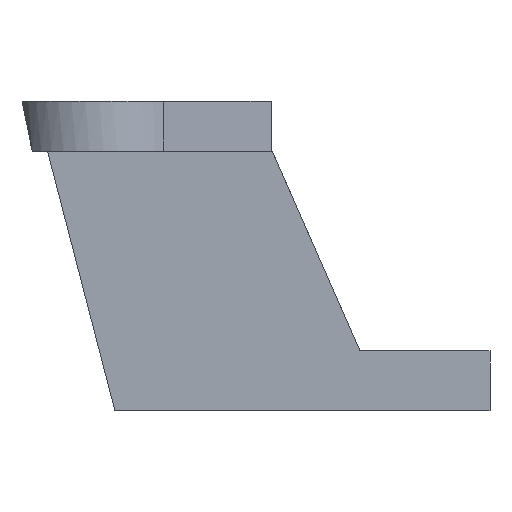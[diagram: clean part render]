
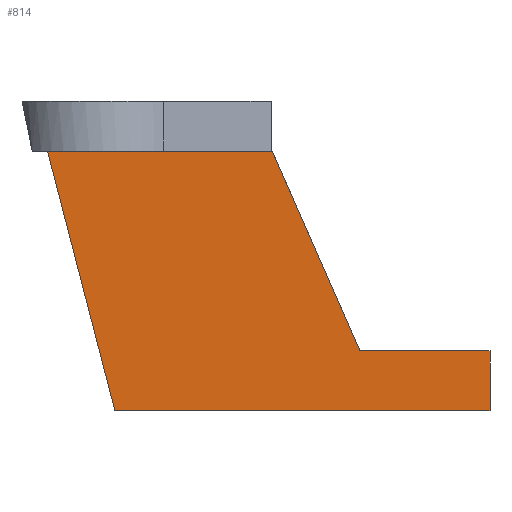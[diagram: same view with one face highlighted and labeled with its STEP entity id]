
A CAD part, left-side view. The second image highlights one B-rep face of the part: STEP entity #814.
In plain terms, the highlighted planar face has unit normal (-1, 0, 0).
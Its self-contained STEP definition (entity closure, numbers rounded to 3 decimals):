
#24 = VERTEX_POINT('',#25);
#25 = CARTESIAN_POINT('',(-40.,-62.807,23.));
#31 = PLANE('',#32);
#32 = AXIS2_PLACEMENT_3D('',#33,#34,#35);
#33 = CARTESIAN_POINT('',(-39.124,-67.534,23.));
#34 = DIRECTION('',(0.,0.,1.));
#35 = DIRECTION('',(0.,1.,0.));
#42 = B_SPLINE_SURFACE_WITH_KNOTS('',1,1,(
    (#43,#44)
    ,(#45,#46
    )),.UNSPECIFIED.,.F.,.F.,.F.,(2,2),(2,2),(0.,15.434),(0.,1.
    ),.PIECEWISE_BEZIER_KNOTS.);
#43 = CARTESIAN_POINT('',(-31.603,-63.21,26.));
#44 = CARTESIAN_POINT('',(-32.851,-67.183,10.));
#45 = CARTESIAN_POINT('',(-46.887,-61.062,26.));
#46 = CARTESIAN_POINT('',(-47.458,-65.13,10.));
#83 = VERTEX_POINT('',#84);
#84 = CARTESIAN_POINT('',(-40.,-74.,23.));
#98 = PLANE('',#99);
#99 = AXIS2_PLACEMENT_3D('',#100,#101,#102);
#100 = CARTESIAN_POINT('',(-40.,-74.,23.));
#101 = DIRECTION('',(-0.675,-0.738,0.));
#102 = DIRECTION('',(-0.738,0.675,0.));
#110 = EDGE_CURVE('',#83,#24,#111,.T.);
#111 = SURFACE_CURVE('',#112,(#116,#122),.PCURVE_S1.);
#112 = LINE('',#113,#114);
#113 = CARTESIAN_POINT('',(-40.,-70.095,23.));
#114 = VECTOR('',#115,1.);
#115 = DIRECTION('',(0.,1.,0.));
#116 = PCURVE('',#31,#117);
#117 = DEFINITIONAL_REPRESENTATION('',(#118),#121);
#118 = B_SPLINE_CURVE_WITH_KNOTS('',1,(#119,#120),.UNSPECIFIED.,.F.,.F.,
  (2,2),(-3.905,8.595),.PIECEWISE_BEZIER_KNOTS.);
#119 = CARTESIAN_POINT('',(-6.466,0.876));
#120 = CARTESIAN_POINT('',(6.034,0.876));
#121 = ( GEOMETRIC_REPRESENTATION_CONTEXT(2) 
PARAMETRIC_REPRESENTATION_CONTEXT() REPRESENTATION_CONTEXT('2D SPACE',''
  ) );
#122 = PCURVE('',#123,#128);
#123 = PLANE('',#124);
#124 = AXIS2_PLACEMENT_3D('',#125,#126,#127);
#125 = CARTESIAN_POINT('',(-40.,-72.656,15.72));
#126 = DIRECTION('',(1.,0.,0.));
#127 = DIRECTION('',(0.,0.,1.));
#128 = DEFINITIONAL_REPRESENTATION('',(#129),#132);
#129 = B_SPLINE_CURVE_WITH_KNOTS('',1,(#130,#131),.UNSPECIFIED.,.F.,.F.,
  (2,2),(-3.905,8.595),.PIECEWISE_BEZIER_KNOTS.);
#130 = CARTESIAN_POINT('',(7.28,1.344));
#131 = CARTESIAN_POINT('',(7.28,-11.156));
#132 = ( GEOMETRIC_REPRESENTATION_CONTEXT(2) 
PARAMETRIC_REPRESENTATION_CONTEXT() REPRESENTATION_CONTEXT('2D SPACE',''
  ) );
#577 = VERTEX_POINT('',#578);
#578 = CARTESIAN_POINT('',(-40.,-66.178,10.));
#591 = PLANE('',#592);
#592 = AXIS2_PLACEMENT_3D('',#593,#594,#595);
#593 = CARTESIAN_POINT('',(-33.,-84.97,10.));
#594 = DIRECTION('',(0.,0.,-1.));
#595 = DIRECTION('',(0.,1.,0.));
#779 = EDGE_CURVE('',#24,#577,#780,.T.);
#780 = SURFACE_CURVE('',#781,(#790,#802),.PCURVE_S1.);
#781 = B_SPLINE_CURVE_WITH_KNOTS('',4,(#782,#783,#784,#785,#786,#787,
    #788,#789),.UNSPECIFIED.,.F.,.F.,(5,3,5),(0.,0.501,1.),
  .UNSPECIFIED.);
#782 = CARTESIAN_POINT('',(-40.,-62.678,23.5));
#783 = CARTESIAN_POINT('',(-40.,-63.116,21.809));
#784 = CARTESIAN_POINT('',(-40.,-63.555,20.118));
#785 = CARTESIAN_POINT('',(-40.,-63.993,18.427));
#786 = CARTESIAN_POINT('',(-40.,-64.868,15.052));
#787 = CARTESIAN_POINT('',(-40.,-65.305,13.368));
#788 = CARTESIAN_POINT('',(-40.,-65.741,11.684));
#789 = CARTESIAN_POINT('',(-40.,-66.178,10.));
#790 = PCURVE('',#42,#791);
#791 = DEFINITIONAL_REPRESENTATION('',(#792),#801);
#792 = B_SPLINE_CURVE_WITH_KNOTS('',4,(#793,#794,#795,#796,#797,#798,
    #799,#800),.UNSPECIFIED.,.F.,.F.,(5,3,5),(0.,0.501,1.),
  .UNSPECIFIED.);
#793 = CARTESIAN_POINT('',(8.341,0.156));
#794 = CARTESIAN_POINT('',(8.246,0.262));
#795 = CARTESIAN_POINT('',(8.15,0.368));
#796 = CARTESIAN_POINT('',(8.052,0.473));
#797 = CARTESIAN_POINT('',(7.856,0.684));
#798 = CARTESIAN_POINT('',(7.756,0.79));
#799 = CARTESIAN_POINT('',(7.656,0.895));
#800 = CARTESIAN_POINT('',(7.554,1.));
#801 = ( GEOMETRIC_REPRESENTATION_CONTEXT(2) 
PARAMETRIC_REPRESENTATION_CONTEXT() REPRESENTATION_CONTEXT('2D SPACE',''
  ) );
#802 = PCURVE('',#123,#803);
#803 = DEFINITIONAL_REPRESENTATION('',(#804),#813);
#804 = B_SPLINE_CURVE_WITH_KNOTS('',4,(#805,#806,#807,#808,#809,#810,
    #811,#812),.UNSPECIFIED.,.F.,.F.,(5,3,5),(0.,0.501,1.),
  .UNSPECIFIED.);
#805 = CARTESIAN_POINT('',(7.78,-9.978));
#806 = CARTESIAN_POINT('',(6.089,-9.539));
#807 = CARTESIAN_POINT('',(4.398,-9.101));
#808 = CARTESIAN_POINT('',(2.707,-8.663));
#809 = CARTESIAN_POINT('',(-0.668,-7.787));
#810 = CARTESIAN_POINT('',(-2.352,-7.351));
#811 = CARTESIAN_POINT('',(-4.036,-6.914));
#812 = CARTESIAN_POINT('',(-5.72,-6.478));
#813 = ( GEOMETRIC_REPRESENTATION_CONTEXT(2) 
PARAMETRIC_REPRESENTATION_CONTEXT() REPRESENTATION_CONTEXT('2D SPACE',''
  ) );
#814 = ADVANCED_FACE('',(#815),#123,.F.);
#815 = FACE_BOUND('',#816,.F.);
#816 = EDGE_LOOP('',(#817,#847,#868,#869,#870,#893,#921));
#817 = ORIENTED_EDGE('',*,*,#818,.F.);
#818 = EDGE_CURVE('',#819,#821,#823,.T.);
#819 = VERTEX_POINT('',#820);
#820 = CARTESIAN_POINT('',(-40.,-84.97,10.));
#821 = VERTEX_POINT('',#822);
#822 = CARTESIAN_POINT('',(-40.,-84.97,13.));
#823 = SURFACE_CURVE('',#824,(#828,#835),.PCURVE_S1.);
#824 = LINE('',#825,#826);
#825 = CARTESIAN_POINT('',(-40.,-84.97,10.));
#826 = VECTOR('',#827,1.);
#827 = DIRECTION('',(0.,0.,1.));
#828 = PCURVE('',#123,#829);
#829 = DEFINITIONAL_REPRESENTATION('',(#830),#834);
#830 = LINE('',#831,#832);
#831 = CARTESIAN_POINT('',(-5.72,12.315));
#832 = VECTOR('',#833,1.);
#833 = DIRECTION('',(1.,0.));
#834 = ( GEOMETRIC_REPRESENTATION_CONTEXT(2) 
PARAMETRIC_REPRESENTATION_CONTEXT() REPRESENTATION_CONTEXT('2D SPACE',''
  ) );
#835 = PCURVE('',#836,#841);
#836 = PLANE('',#837);
#837 = AXIS2_PLACEMENT_3D('',#838,#839,#840);
#838 = CARTESIAN_POINT('',(-33.,-84.97,10.));
#839 = DIRECTION('',(0.,1.,0.));
#840 = DIRECTION('',(0.,0.,1.));
#841 = DEFINITIONAL_REPRESENTATION('',(#842),#846);
#842 = LINE('',#843,#844);
#843 = CARTESIAN_POINT('',(0.,-7.));
#844 = VECTOR('',#845,1.);
#845 = DIRECTION('',(1.,0.));
#846 = ( GEOMETRIC_REPRESENTATION_CONTEXT(2) 
PARAMETRIC_REPRESENTATION_CONTEXT() REPRESENTATION_CONTEXT('2D SPACE',''
  ) );
#847 = ORIENTED_EDGE('',*,*,#848,.T.);
#848 = EDGE_CURVE('',#819,#577,#849,.T.);
#849 = SURFACE_CURVE('',#850,(#854,#861),.PCURVE_S1.);
#850 = LINE('',#851,#852);
#851 = CARTESIAN_POINT('',(-40.,-84.97,10.));
#852 = VECTOR('',#853,1.);
#853 = DIRECTION('',(0.,1.,0.));
#854 = PCURVE('',#123,#855);
#855 = DEFINITIONAL_REPRESENTATION('',(#856),#860);
#856 = LINE('',#857,#858);
#857 = CARTESIAN_POINT('',(-5.72,12.315));
#858 = VECTOR('',#859,1.);
#859 = DIRECTION('',(0.,-1.));
#860 = ( GEOMETRIC_REPRESENTATION_CONTEXT(2) 
PARAMETRIC_REPRESENTATION_CONTEXT() REPRESENTATION_CONTEXT('2D SPACE',''
  ) );
#861 = PCURVE('',#591,#862);
#862 = DEFINITIONAL_REPRESENTATION('',(#863),#867);
#863 = LINE('',#864,#865);
#864 = CARTESIAN_POINT('',(0.,-7.));
#865 = VECTOR('',#866,1.);
#866 = DIRECTION('',(1.,-0.));
#867 = ( GEOMETRIC_REPRESENTATION_CONTEXT(2) 
PARAMETRIC_REPRESENTATION_CONTEXT() REPRESENTATION_CONTEXT('2D SPACE',''
  ) );
#868 = ORIENTED_EDGE('',*,*,#779,.F.);
#869 = ORIENTED_EDGE('',*,*,#110,.F.);
#870 = ORIENTED_EDGE('',*,*,#871,.T.);
#871 = EDGE_CURVE('',#83,#872,#874,.T.);
#872 = VERTEX_POINT('',#873);
#873 = CARTESIAN_POINT('',(-40.,-74.,23.124));
#874 = SURFACE_CURVE('',#875,(#879,#886),.PCURVE_S1.);
#875 = LINE('',#876,#877);
#876 = CARTESIAN_POINT('',(-40.,-74.,23.));
#877 = VECTOR('',#878,1.);
#878 = DIRECTION('',(0.,0.,1.));
#879 = PCURVE('',#123,#880);
#880 = DEFINITIONAL_REPRESENTATION('',(#881),#885);
#881 = LINE('',#882,#883);
#882 = CARTESIAN_POINT('',(7.28,1.344));
#883 = VECTOR('',#884,1.);
#884 = DIRECTION('',(1.,0.));
#885 = ( GEOMETRIC_REPRESENTATION_CONTEXT(2) 
PARAMETRIC_REPRESENTATION_CONTEXT() REPRESENTATION_CONTEXT('2D SPACE',''
  ) );
#886 = PCURVE('',#98,#887);
#887 = DEFINITIONAL_REPRESENTATION('',(#888),#892);
#888 = LINE('',#889,#890);
#889 = CARTESIAN_POINT('',(0.,0.));
#890 = VECTOR('',#891,1.);
#891 = DIRECTION('',(0.,-1.));
#892 = ( GEOMETRIC_REPRESENTATION_CONTEXT(2) 
PARAMETRIC_REPRESENTATION_CONTEXT() REPRESENTATION_CONTEXT('2D SPACE',''
  ) );
#893 = ORIENTED_EDGE('',*,*,#894,.T.);
#894 = EDGE_CURVE('',#872,#895,#897,.T.);
#895 = VERTEX_POINT('',#896);
#896 = CARTESIAN_POINT('',(-40.,-78.454,13.));
#897 = SURFACE_CURVE('',#898,(#902,#909),.PCURVE_S1.);
#898 = LINE('',#899,#900);
#899 = CARTESIAN_POINT('',(-40.,-73.834,23.5));
#900 = VECTOR('',#901,1.);
#901 = DIRECTION('',(0.,-0.403,-0.915));
#902 = PCURVE('',#123,#903);
#903 = DEFINITIONAL_REPRESENTATION('',(#904),#908);
#904 = LINE('',#905,#906);
#905 = CARTESIAN_POINT('',(7.78,1.179));
#906 = VECTOR('',#907,1.);
#907 = DIRECTION('',(-0.915,0.403));
#908 = ( GEOMETRIC_REPRESENTATION_CONTEXT(2) 
PARAMETRIC_REPRESENTATION_CONTEXT() REPRESENTATION_CONTEXT('2D SPACE',''
  ) );
#909 = PCURVE('',#910,#915);
#910 = PLANE('',#911);
#911 = AXIS2_PLACEMENT_3D('',#912,#913,#914);
#912 = CARTESIAN_POINT('',(-33.,-73.834,23.5));
#913 = DIRECTION('',(0.,-0.915,0.403));
#914 = DIRECTION('',(0.,-0.403,-0.915));
#915 = DEFINITIONAL_REPRESENTATION('',(#916),#920);
#916 = LINE('',#917,#918);
#917 = CARTESIAN_POINT('',(0.,-7.));
#918 = VECTOR('',#919,1.);
#919 = DIRECTION('',(1.,-0.));
#920 = ( GEOMETRIC_REPRESENTATION_CONTEXT(2) 
PARAMETRIC_REPRESENTATION_CONTEXT() REPRESENTATION_CONTEXT('2D SPACE',''
  ) );
#921 = ORIENTED_EDGE('',*,*,#922,.F.);
#922 = EDGE_CURVE('',#821,#895,#923,.T.);
#923 = SURFACE_CURVE('',#924,(#928,#935),.PCURVE_S1.);
#924 = LINE('',#925,#926);
#925 = CARTESIAN_POINT('',(-40.,-84.97,13.));
#926 = VECTOR('',#927,1.);
#927 = DIRECTION('',(0.,1.,0.));
#928 = PCURVE('',#123,#929);
#929 = DEFINITIONAL_REPRESENTATION('',(#930),#934);
#930 = LINE('',#931,#932);
#931 = CARTESIAN_POINT('',(-2.72,12.315));
#932 = VECTOR('',#933,1.);
#933 = DIRECTION('',(0.,-1.));
#934 = ( GEOMETRIC_REPRESENTATION_CONTEXT(2) 
PARAMETRIC_REPRESENTATION_CONTEXT() REPRESENTATION_CONTEXT('2D SPACE',''
  ) );
#935 = PCURVE('',#936,#941);
#936 = PLANE('',#937);
#937 = AXIS2_PLACEMENT_3D('',#938,#939,#940);
#938 = CARTESIAN_POINT('',(-33.,-84.97,13.));
#939 = DIRECTION('',(0.,0.,-1.));
#940 = DIRECTION('',(0.,1.,0.));
#941 = DEFINITIONAL_REPRESENTATION('',(#942),#946);
#942 = LINE('',#943,#944);
#943 = CARTESIAN_POINT('',(0.,-7.));
#944 = VECTOR('',#945,1.);
#945 = DIRECTION('',(1.,-0.));
#946 = ( GEOMETRIC_REPRESENTATION_CONTEXT(2) 
PARAMETRIC_REPRESENTATION_CONTEXT() REPRESENTATION_CONTEXT('2D SPACE',''
  ) );
